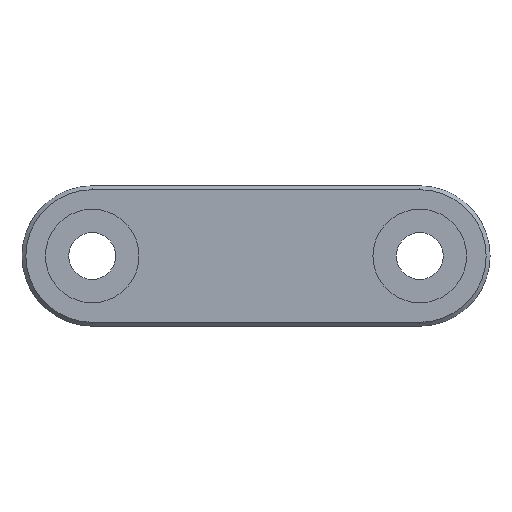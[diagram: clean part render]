
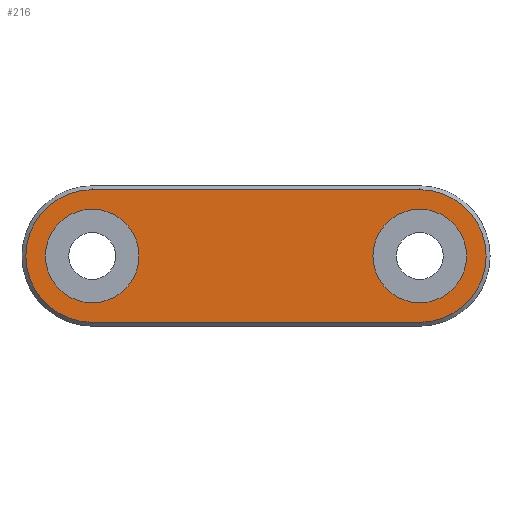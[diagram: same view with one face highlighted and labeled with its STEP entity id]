
A CAD part, left-side view. The second image highlights one B-rep face of the part: STEP entity #216.
In plain terms, the highlighted planar face has unit normal (-1, 0, 0).
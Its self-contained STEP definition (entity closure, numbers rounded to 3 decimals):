
#3 = VERTEX_POINT ( 'NONE', #232 ) ;
#9 = VERTEX_POINT ( 'NONE', #449 ) ;
#15 = VECTOR ( 'NONE', #633, 1000. ) ;
#24 = EDGE_LOOP ( 'NONE', ( #680, #140 ) ) ;
#26 = EDGE_CURVE ( 'NONE', #575, #32, #413, .T. ) ;
#32 = VERTEX_POINT ( 'NONE', #547 ) ;
#38 = CARTESIAN_POINT ( 'NONE',  ( 0., 0., 0. ) ) ;
#40 = CARTESIAN_POINT ( 'NONE',  ( 0., 0., 0. ) ) ;
#46 = EDGE_CURVE ( 'NONE', #32, #575, #685, .T. ) ;
#48 = ORIENTED_EDGE ( 'NONE', *, *, #89, .F. ) ;
#49 = CARTESIAN_POINT ( 'NONE',  ( 0., 0., 8.5 ) ) ;
#59 = CIRCLE ( 'NONE', #472, 6. ) ;
#63 = CARTESIAN_POINT ( 'NONE',  ( 0., 42., 0. ) ) ;
#71 = AXIS2_PLACEMENT_3D ( 'NONE', #345, #74, #676 ) ;
#74 = DIRECTION ( 'NONE',  ( 1., 0., 0. ) ) ;
#75 = ORIENTED_EDGE ( 'NONE', *, *, #550, .T. ) ;
#89 = EDGE_CURVE ( 'NONE', #9, #126, #379, .T. ) ;
#94 = DIRECTION ( 'NONE',  ( -1., 0., 0. ) ) ;
#108 = DIRECTION ( 'NONE',  ( -1., 0., 0. ) ) ;
#126 = VERTEX_POINT ( 'NONE', #286 ) ;
#127 = DIRECTION ( 'NONE',  ( -1., 0., 0. ) ) ;
#131 = FACE_BOUND ( 'NONE', #24, .T. ) ;
#137 = LINE ( 'NONE', #407, #15 ) ;
#140 = ORIENTED_EDGE ( 'NONE', *, *, #26, .F. ) ;
#148 = DIRECTION ( 'NONE',  ( 0., -1., 0. ) ) ;
#157 = EDGE_LOOP ( 'NONE', ( #397, #327, #75, #314 ) ) ;
#159 = DIRECTION ( 'NONE',  ( -1., 0., 0. ) ) ;
#191 = AXIS2_PLACEMENT_3D ( 'NONE', #40, #159, #261 ) ;
#198 = VERTEX_POINT ( 'NONE', #244 ) ;
#214 = CIRCLE ( 'NONE', #631, 8.5 ) ;
#216 = ADVANCED_FACE ( 'NONE', ( #402, #622, #131 ), #248, .F. ) ;
#219 = CARTESIAN_POINT ( 'NONE',  ( 0., 42., 0. ) ) ;
#232 = CARTESIAN_POINT ( 'NONE',  ( 0., 42., 8.5 ) ) ;
#244 = CARTESIAN_POINT ( 'NONE',  ( 0., 0., -8.5 ) ) ;
#248 = PLANE ( 'NONE',  #71 ) ;
#261 = DIRECTION ( 'NONE',  ( 0., 0., -1. ) ) ;
#262 = CARTESIAN_POINT ( 'NONE',  ( 0., 42., -8.5 ) ) ;
#282 = AXIS2_PLACEMENT_3D ( 'NONE', #38, #435, #364 ) ;
#286 = CARTESIAN_POINT ( 'NONE',  ( 0., 42., 6. ) ) ;
#300 = AXIS2_PLACEMENT_3D ( 'NONE', #63, #127, #494 ) ;
#304 = ORIENTED_EDGE ( 'NONE', *, *, #656, .F. ) ;
#312 = CARTESIAN_POINT ( 'NONE',  ( 0., 0., 6. ) ) ;
#314 = ORIENTED_EDGE ( 'NONE', *, *, #457, .T. ) ;
#327 = ORIENTED_EDGE ( 'NONE', *, *, #454, .T. ) ;
#333 = DIRECTION ( 'NONE',  ( 0., 0., -1. ) ) ;
#345 = CARTESIAN_POINT ( 'NONE',  ( 0., 0., 0. ) ) ;
#353 = LINE ( 'NONE', #576, #532 ) ;
#364 = DIRECTION ( 'NONE',  ( 0., 0., -1. ) ) ;
#379 = CIRCLE ( 'NONE', #300, 6. ) ;
#396 = EDGE_LOOP ( 'NONE', ( #48, #304 ) ) ;
#397 = ORIENTED_EDGE ( 'NONE', *, *, #590, .T. ) ;
#402 = FACE_OUTER_BOUND ( 'NONE', #157, .T. ) ;
#407 = CARTESIAN_POINT ( 'NONE',  ( 0., 0., 8.5 ) ) ;
#413 = CIRCLE ( 'NONE', #282, 6. ) ;
#419 = CARTESIAN_POINT ( 'NONE',  ( 0., 0., 0. ) ) ;
#431 = DIRECTION ( 'NONE',  ( 0., 0., -1. ) ) ;
#435 = DIRECTION ( 'NONE',  ( -1., 0., 0. ) ) ;
#436 = VERTEX_POINT ( 'NONE', #262 ) ;
#449 = CARTESIAN_POINT ( 'NONE',  ( 0., 42., -6. ) ) ;
#454 = EDGE_CURVE ( 'NONE', #667, #3, #137, .T. ) ;
#457 = EDGE_CURVE ( 'NONE', #436, #198, #353, .T. ) ;
#472 = AXIS2_PLACEMENT_3D ( 'NONE', #219, #108, #431 ) ;
#490 = CARTESIAN_POINT ( 'NONE',  ( 0., 42., 0. ) ) ;
#494 = DIRECTION ( 'NONE',  ( 0., 0., -1. ) ) ;
#532 = VECTOR ( 'NONE', #148, 1000. ) ;
#547 = CARTESIAN_POINT ( 'NONE',  ( 0., 0., -6. ) ) ;
#550 = EDGE_CURVE ( 'NONE', #3, #436, #214, .T. ) ;
#575 = VERTEX_POINT ( 'NONE', #312 ) ;
#576 = CARTESIAN_POINT ( 'NONE',  ( 0., 0., -8.5 ) ) ;
#589 = DIRECTION ( 'NONE',  ( -1., 0., 0. ) ) ;
#590 = EDGE_CURVE ( 'NONE', #198, #667, #683, .T. ) ;
#595 = DIRECTION ( 'NONE',  ( 0., 0., -1. ) ) ;
#622 = FACE_BOUND ( 'NONE', #396, .T. ) ;
#631 = AXIS2_PLACEMENT_3D ( 'NONE', #490, #589, #595 ) ;
#632 = AXIS2_PLACEMENT_3D ( 'NONE', #419, #94, #333 ) ;
#633 = DIRECTION ( 'NONE',  ( 0., 1., 0. ) ) ;
#656 = EDGE_CURVE ( 'NONE', #126, #9, #59, .T. ) ;
#667 = VERTEX_POINT ( 'NONE', #49 ) ;
#676 = DIRECTION ( 'NONE',  ( 0., 0., -1. ) ) ;
#680 = ORIENTED_EDGE ( 'NONE', *, *, #46, .F. ) ;
#683 = CIRCLE ( 'NONE', #191, 8.5 ) ;
#685 = CIRCLE ( 'NONE', #632, 6. ) ;
